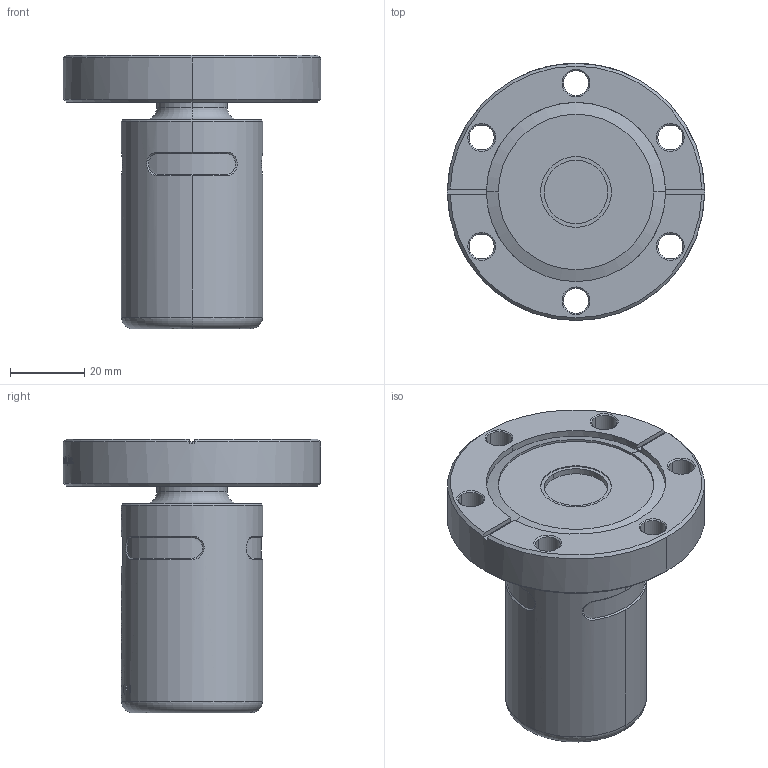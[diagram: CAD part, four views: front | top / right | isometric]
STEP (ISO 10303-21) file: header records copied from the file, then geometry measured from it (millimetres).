
FILE_DESCRIPTION (( 'STEP AP203' ), '1' );
FILE_NAME ('113150.stp', '2016-08-17T15:21:28', ( '' ), ( '' ), 'SwSTEP 2.0', 'SolidWorks 2012', '' );
FILE_SCHEMA (( 'CONFIG_CONTROL_DESIGN' ));
Length unit declared in the file: inch
Products named in the file (1): 113150
Bounding box: 69.34 x 69.34 x 73.81 mm (x, y, z)
Volume: 107342.1 mm3; surface area: 20599.5 mm2
Topology: 1 solids, 1 shells, 791 faces, 2206 edges, 1465 vertices
Faces by surface type: bspline 353, plane 289, cylinder 96, cone 41, torus 11, sphere 1
Entity records: 54667 total; most frequent: CARTESIAN_POINT 36851, ORIENTED_EDGE 4408, DIRECTION 2514, EDGE_CURVE 2204, VERTEX_POINT 1465, VECTOR 900, LINE 900, B_SPLINE_CURVE_WITH_KNOTS 881
